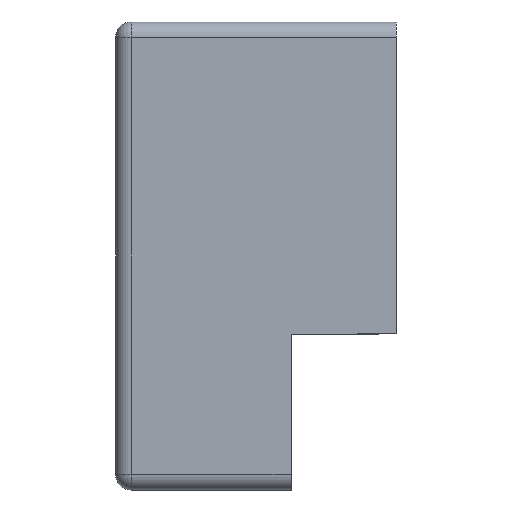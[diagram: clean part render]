
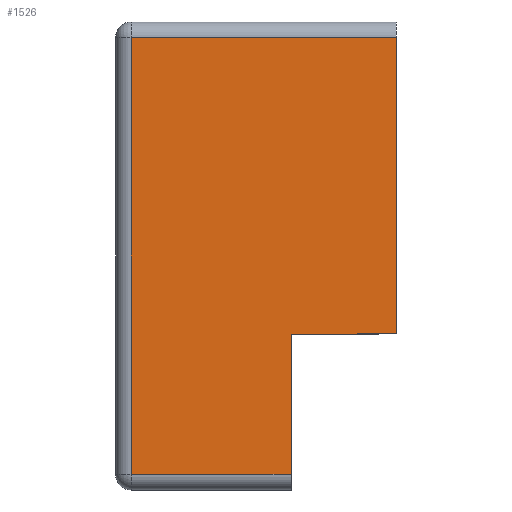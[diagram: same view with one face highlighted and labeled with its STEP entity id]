
A CAD part, left-side view. The second image highlights one B-rep face of the part: STEP entity #1526.
In plain terms, the highlighted planar face has unit normal (-1, 0, 0).
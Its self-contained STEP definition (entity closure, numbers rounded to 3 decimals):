
#125 = ORIENTED_EDGE ( 'NONE', *, *, #1697, .T. ) ;
#209 = DIRECTION ( 'NONE',  ( 0., 0., 1. ) ) ;
#215 = CARTESIAN_POINT ( 'NONE',  ( 4., 30.5, -10. ) ) ;
#229 = EDGE_LOOP ( 'NONE', ( #3125, #2281, #125, #2831, #3728, #3756 ) ) ;
#245 = FACE_OUTER_BOUND ( 'NONE', #229, .T. ) ;
#262 = DIRECTION ( 'NONE',  ( 0., 0., -1. ) ) ;
#273 = DIRECTION ( 'NONE',  ( 0., 0., 1. ) ) ;
#390 = AXIS2_PLACEMENT_3D ( 'NONE', #1052, #1023, #737 ) ;
#404 = EDGE_CURVE ( 'NONE', #2393, #1650, #1208, .T. ) ;
#681 = VERTEX_POINT ( 'NONE', #1577 ) ;
#737 = DIRECTION ( 'NONE',  ( 0., 0., -1. ) ) ;
#779 = CARTESIAN_POINT ( 'NONE',  ( 4., 0., -28. ) ) ;
#805 = VECTOR ( 'NONE', #2270, 1000. ) ;
#941 = VECTOR ( 'NONE', #262, 1000. ) ;
#985 = LINE ( 'NONE', #215, #2509 ) ;
#1023 = DIRECTION ( 'NONE',  ( 1., 0., 0. ) ) ;
#1052 = CARTESIAN_POINT ( 'NONE',  ( 4., 0., -30. ) ) ;
#1208 = LINE ( 'NONE', #2023, #3482 ) ;
#1282 = LINE ( 'NONE', #3291, #941 ) ;
#1454 = VERTEX_POINT ( 'NONE', #2893 ) ;
#1514 = EDGE_CURVE ( 'NONE', #1772, #2393, #2322, .T. ) ;
#1526 = ADVANCED_FACE ( 'NONE', ( #245 ), #2533, .F. ) ;
#1577 = CARTESIAN_POINT ( 'NONE',  ( 4., 0., -10. ) ) ;
#1650 = VERTEX_POINT ( 'NONE', #2353 ) ;
#1686 = LINE ( 'NONE', #2073, #1897 ) ;
#1697 = EDGE_CURVE ( 'NONE', #2708, #1772, #1282, .T. ) ;
#1724 = DIRECTION ( 'NONE',  ( 0., -1., 0. ) ) ;
#1753 = EDGE_CURVE ( 'NONE', #681, #1454, #1686, .T. ) ;
#1772 = VERTEX_POINT ( 'NONE', #2985 ) ;
#1897 = VECTOR ( 'NONE', #273, 1000. ) ;
#1994 = CARTESIAN_POINT ( 'NONE',  ( 4., 34., 28. ) ) ;
#2023 = CARTESIAN_POINT ( 'NONE',  ( 4., 13.5, -23.5 ) ) ;
#2073 = CARTESIAN_POINT ( 'NONE',  ( 4., 0., -30. ) ) ;
#2270 = DIRECTION ( 'NONE',  ( 0., 1., 0. ) ) ;
#2277 = VECTOR ( 'NONE', #2579, 1000. ) ;
#2281 = ORIENTED_EDGE ( 'NONE', *, *, #2703, .T. ) ;
#2322 = LINE ( 'NONE', #779, #2277 ) ;
#2330 = LINE ( 'NONE', #3106, #805 ) ;
#2353 = CARTESIAN_POINT ( 'NONE',  ( 4., 13.5, -10. ) ) ;
#2393 = VERTEX_POINT ( 'NONE', #2899 ) ;
#2509 = VECTOR ( 'NONE', #1724, 1000. ) ;
#2533 = PLANE ( 'NONE',  #390 ) ;
#2579 = DIRECTION ( 'NONE',  ( 0., -1., 0. ) ) ;
#2703 = EDGE_CURVE ( 'NONE', #1454, #2708, #2330, .T. ) ;
#2708 = VERTEX_POINT ( 'NONE', #1994 ) ;
#2781 = EDGE_CURVE ( 'NONE', #1650, #681, #985, .T. ) ;
#2831 = ORIENTED_EDGE ( 'NONE', *, *, #1514, .T. ) ;
#2893 = CARTESIAN_POINT ( 'NONE',  ( 4., 0., 28. ) ) ;
#2899 = CARTESIAN_POINT ( 'NONE',  ( 4., 13.5, -28. ) ) ;
#2985 = CARTESIAN_POINT ( 'NONE',  ( 4., 34., -28. ) ) ;
#3106 = CARTESIAN_POINT ( 'NONE',  ( 4., 0., 28. ) ) ;
#3125 = ORIENTED_EDGE ( 'NONE', *, *, #1753, .T. ) ;
#3291 = CARTESIAN_POINT ( 'NONE',  ( 4., 34., -30. ) ) ;
#3482 = VECTOR ( 'NONE', #209, 1000. ) ;
#3728 = ORIENTED_EDGE ( 'NONE', *, *, #404, .T. ) ;
#3756 = ORIENTED_EDGE ( 'NONE', *, *, #2781, .T. ) ;
